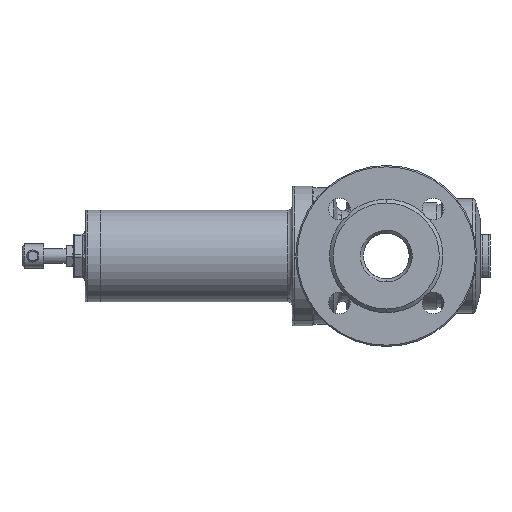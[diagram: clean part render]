
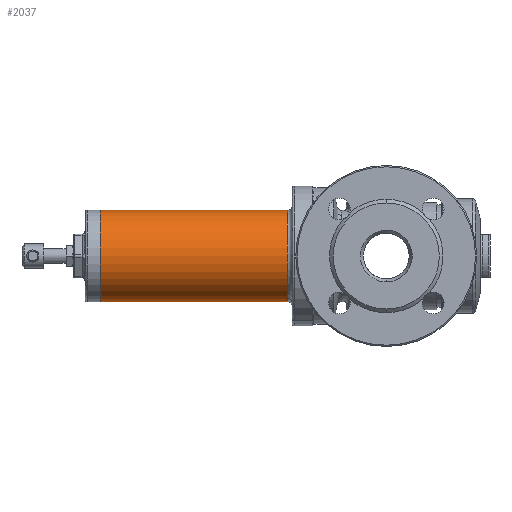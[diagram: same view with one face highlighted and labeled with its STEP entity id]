
A CAD part, left-side view. The second image highlights one B-rep face of the part: STEP entity #2037.
In plain terms, the highlighted cylindrical face has radius 38 mm (diameter 76 mm), a partial arc.
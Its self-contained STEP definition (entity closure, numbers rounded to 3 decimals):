
#941 = VECTOR ( 'NONE', #6802, 1000. ) ;
#953 = VERTEX_POINT ( 'NONE', #10468 ) ;
#1210 = ORIENTED_EDGE ( 'NONE', *, *, #16474, .T. ) ;
#1333 = AXIS2_PLACEMENT_3D ( 'NONE', #12521, #5388, #6819 ) ;
#1358 = CARTESIAN_POINT ( 'NONE',  ( 0., 238.501, 38. ) ) ;
#1566 = EDGE_CURVE ( 'NONE', #13839, #17829, #3114, .T. ) ;
#2037 = ADVANCED_FACE ( 'NONE', ( #5100 ), #15005, .T. ) ;
#3114 = CIRCLE ( 'NONE', #10125, 38. ) ;
#4024 = CARTESIAN_POINT ( 'NONE',  ( 0., 78.501, 38. ) ) ;
#4259 = CARTESIAN_POINT ( 'NONE',  ( 0., 238.501, -38. ) ) ;
#5100 = FACE_OUTER_BOUND ( 'NONE', #8629, .T. ) ;
#5388 = DIRECTION ( 'NONE',  ( 0., 1., 0. ) ) ;
#5861 = CARTESIAN_POINT ( 'NONE',  ( 0., 238.501, 0. ) ) ;
#6302 = DIRECTION ( 'NONE',  ( 0., -1., 0. ) ) ;
#6587 = EDGE_CURVE ( 'NONE', #13839, #11864, #8326, .T. ) ;
#6802 = DIRECTION ( 'NONE',  ( 0., -1., 0. ) ) ;
#6819 = DIRECTION ( 'NONE',  ( 0., 0., -1. ) ) ;
#8002 = ORIENTED_EDGE ( 'NONE', *, *, #1566, .T. ) ;
#8314 = ORIENTED_EDGE ( 'NONE', *, *, #6587, .F. ) ;
#8326 = LINE ( 'NONE', #1358, #941 ) ;
#8629 = EDGE_LOOP ( 'NONE', ( #8002, #1210, #13133, #8314 ) ) ;
#8642 = DIRECTION ( 'NONE',  ( 0., -1., 0. ) ) ;
#8857 = CARTESIAN_POINT ( 'NONE',  ( 0., 237.001, -38. ) ) ;
#9618 = EDGE_CURVE ( 'NONE', #953, #11864, #13882, .T. ) ;
#10125 = AXIS2_PLACEMENT_3D ( 'NONE', #14985, #6302, #17999 ) ;
#10468 = CARTESIAN_POINT ( 'NONE',  ( 0., 78.501, -38. ) ) ;
#11864 = VERTEX_POINT ( 'NONE', #4024 ) ;
#12521 = CARTESIAN_POINT ( 'NONE',  ( 0., 78.501, 0. ) ) ;
#13133 = ORIENTED_EDGE ( 'NONE', *, *, #9618, .T. ) ;
#13839 = VERTEX_POINT ( 'NONE', #17201 ) ;
#13882 = CIRCLE ( 'NONE', #1333, 38. ) ;
#14404 = DIRECTION ( 'NONE',  ( 0., 0., 1. ) ) ;
#14985 = CARTESIAN_POINT ( 'NONE',  ( 0., 237.001, 0. ) ) ;
#15005 = CYLINDRICAL_SURFACE ( 'NONE', #17850, 38. ) ;
#15461 = LINE ( 'NONE', #4259, #16130 ) ;
#16130 = VECTOR ( 'NONE', #8642, 1000. ) ;
#16474 = EDGE_CURVE ( 'NONE', #17829, #953, #15461, .T. ) ;
#17201 = CARTESIAN_POINT ( 'NONE',  ( 0., 237.001, 38. ) ) ;
#17559 = DIRECTION ( 'NONE',  ( 0., -1., 0. ) ) ;
#17829 = VERTEX_POINT ( 'NONE', #8857 ) ;
#17850 = AXIS2_PLACEMENT_3D ( 'NONE', #5861, #17559, #14404 ) ;
#17999 = DIRECTION ( 'NONE',  ( 0., 0., -1. ) ) ;
